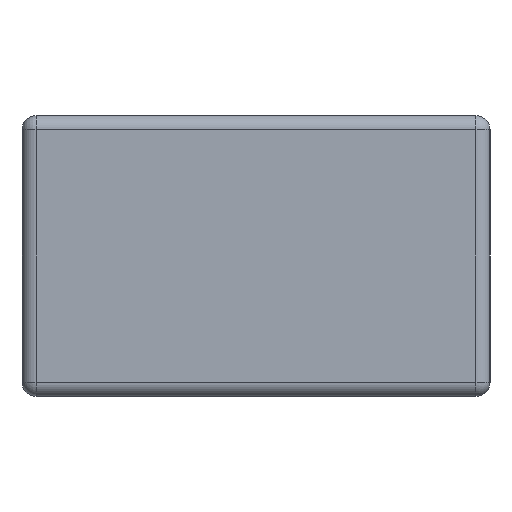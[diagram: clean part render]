
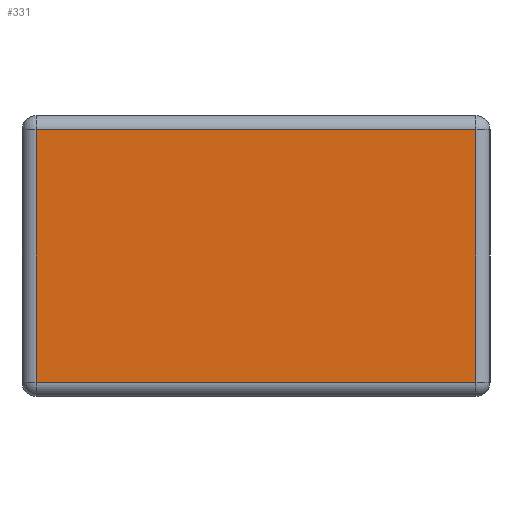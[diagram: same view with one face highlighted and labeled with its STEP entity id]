
A CAD part, left-side view. The second image highlights one B-rep face of the part: STEP entity #331.
In plain terms, the highlighted planar face has unit normal (-1, 0, 0).
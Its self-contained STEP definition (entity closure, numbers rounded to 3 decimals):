
#51 = EDGE_CURVE ( 'NONE', #1015, #798, #738, .T. ) ;
#72 = CARTESIAN_POINT ( 'NONE',  ( -0.52, 0.25, 0.285 ) ) ;
#78 = DIRECTION ( 'NONE',  ( 0., 1., 0. ) ) ;
#102 = VECTOR ( 'NONE', #778, 1000. ) ;
#110 = CARTESIAN_POINT ( 'NONE',  ( -0.52, -0.235, 0.015 ) ) ;
#117 = VECTOR ( 'NONE', #78, 1000. ) ;
#146 = ORIENTED_EDGE ( 'NONE', *, *, #732, .T. ) ;
#154 = ORIENTED_EDGE ( 'NONE', *, *, #51, .T. ) ;
#184 = AXIS2_PLACEMENT_3D ( 'NONE', #822, #742, #668 ) ;
#227 = ORIENTED_EDGE ( 'NONE', *, *, #493, .T. ) ;
#254 = CARTESIAN_POINT ( 'NONE',  ( -0.52, 0.235, 0.015 ) ) ;
#255 = VECTOR ( 'NONE', #292, 1000. ) ;
#256 = CARTESIAN_POINT ( 'NONE',  ( -0.52, -0.235, 0.285 ) ) ;
#292 = DIRECTION ( 'NONE',  ( 0., -1., 0. ) ) ;
#294 = LINE ( 'NONE', #357, #255 ) ;
#299 = DIRECTION ( 'NONE',  ( 0., 0., 1. ) ) ;
#331 = ADVANCED_FACE ( 'NONE', ( #653 ), #770, .T. ) ;
#357 = CARTESIAN_POINT ( 'NONE',  ( -0.52, -0.25, 0.015 ) ) ;
#424 = CARTESIAN_POINT ( 'NONE',  ( -0.52, -0.235, 0.3 ) ) ;
#435 = LINE ( 'NONE', #72, #117 ) ;
#493 = EDGE_CURVE ( 'NONE', #798, #562, #294, .T. ) ;
#562 = VERTEX_POINT ( 'NONE', #110 ) ;
#611 = CARTESIAN_POINT ( 'NONE',  ( -0.52, 0.235, 0.285 ) ) ;
#653 = FACE_OUTER_BOUND ( 'NONE', #783, .T. ) ;
#668 = DIRECTION ( 'NONE',  ( 0., 0., 1. ) ) ;
#688 = LINE ( 'NONE', #424, #1054 ) ;
#732 = EDGE_CURVE ( 'NONE', #562, #779, #688, .T. ) ;
#738 = LINE ( 'NONE', #928, #102 ) ;
#742 = DIRECTION ( 'NONE',  ( -1., 0., 0. ) ) ;
#770 = PLANE ( 'NONE',  #184 ) ;
#778 = DIRECTION ( 'NONE',  ( 0., 0., -1. ) ) ;
#779 = VERTEX_POINT ( 'NONE', #256 ) ;
#783 = EDGE_LOOP ( 'NONE', ( #227, #146, #833, #154 ) ) ;
#798 = VERTEX_POINT ( 'NONE', #254 ) ;
#822 = CARTESIAN_POINT ( 'NONE',  ( -0.52, -0.25, 0.3 ) ) ;
#833 = ORIENTED_EDGE ( 'NONE', *, *, #969, .T. ) ;
#928 = CARTESIAN_POINT ( 'NONE',  ( -0.52, 0.235, 0.3 ) ) ;
#969 = EDGE_CURVE ( 'NONE', #779, #1015, #435, .T. ) ;
#1015 = VERTEX_POINT ( 'NONE', #611 ) ;
#1054 = VECTOR ( 'NONE', #299, 1000. ) ;
